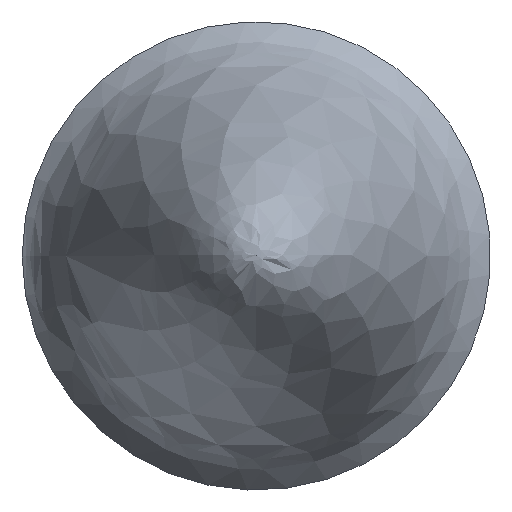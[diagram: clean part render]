
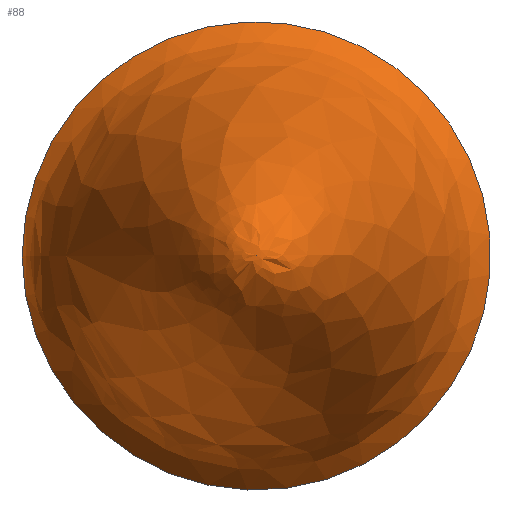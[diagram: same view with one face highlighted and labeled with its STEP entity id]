
A CAD part, top view. The second image highlights one B-rep face of the part: STEP entity #88.
In plain terms, the highlighted free-form (B-spline) face has degree [3, 3] with [4, 19] control points.
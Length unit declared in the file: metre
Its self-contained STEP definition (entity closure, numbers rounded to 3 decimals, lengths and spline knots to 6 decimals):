
#25=ORIENTED_EDGE('',*,*,#43,.F.);
#43=EDGE_CURVE('',#68,#68,#52,.T.);
#52=CIRCLE('',#108,0.008);
#57=EDGE_LOOP('',(#25));
#67=VERTEX_POINT('',#223);
#68=VERTEX_POINT('',#225);
#75=VERTEX_LOOP('',#67);
#76=FACE_BOUND('',#75,.T.);
#77=FACE_BOUND('',#57,.T.);
#87=B_SPLINE_SURFACE_WITH_KNOTS('',3,3,((#147,#148,#149,#150,#151,#152,
#153,#154,#155,#156,#157,#158,#159,#160,#161,#162,#163,#164,#165),(#166,
#167,#168,#169,#170,#171,#172,#173,#174,#175,#176,#177,#178,#179,#180,#181,
#182,#183,#184),(#185,#186,#187,#188,#189,#190,#191,#192,#193,#194,#195,
#196,#197,#198,#199,#200,#201,#202,#203),(#204,#205,#206,#207,#208,#209,
#210,#211,#212,#213,#214,#215,#216,#217,#218,#219,#220,#221,#222)),
 .UNSPECIFIED.,.F.,.T.,.F.,(4,4),(1,1,1,1,1,1,1,1,1,1,1,1,1,1,1,1,1,1,1,
1,1,1,1),(0.,1.),(-1.178097,-0.785398,-0.392699,
0.,0.392699,0.785398,1.178097,1.570796,
1.963495,2.356194,2.748894,3.141593,3.534292,
3.926991,4.31969,4.712389,5.105088,5.497787,
5.890486,6.283185,6.675884,7.068583,7.461283),
 .UNSPECIFIED.);
#88=ADVANCED_FACE('',(#76,#77),#87,.T.);
#108=AXIS2_PLACEMENT_3D('',#224,#121,#122);
#121=DIRECTION('',(0.,0.,-1.));
#122=DIRECTION('',(-1.,0.,0.));
#147=CARTESIAN_POINT('',(-0.047583,-0.003141,0.014));
#148=CARTESIAN_POINT('',(-0.048208,0.,0.014));
#149=CARTESIAN_POINT('',(-0.047583,0.003141,0.014));
#150=CARTESIAN_POINT('',(-0.045804,0.005804,0.014));
#151=CARTESIAN_POINT('',(-0.043141,0.007583,0.014));
#152=CARTESIAN_POINT('',(-0.04,0.008208,0.014));
#153=CARTESIAN_POINT('',(-0.036859,0.007583,0.014));
#154=CARTESIAN_POINT('',(-0.034196,0.005804,0.014));
#155=CARTESIAN_POINT('',(-0.032417,0.003141,0.014));
#156=CARTESIAN_POINT('',(-0.031792,0.,0.014));
#157=CARTESIAN_POINT('',(-0.032417,-0.003141,0.014));
#158=CARTESIAN_POINT('',(-0.034196,-0.005804,0.014));
#159=CARTESIAN_POINT('',(-0.036859,-0.007583,0.014));
#160=CARTESIAN_POINT('',(-0.04,-0.008208,0.014));
#161=CARTESIAN_POINT('',(-0.043141,-0.007583,0.014));
#162=CARTESIAN_POINT('',(-0.045804,-0.005804,0.014));
#163=CARTESIAN_POINT('',(-0.047583,-0.003141,0.014));
#164=CARTESIAN_POINT('',(-0.048208,0.,0.014));
#165=CARTESIAN_POINT('',(-0.047583,0.003141,0.014));
#166=CARTESIAN_POINT('',(-0.045617,-0.002327,0.015135));
#167=CARTESIAN_POINT('',(-0.04608,0.,0.015135));
#168=CARTESIAN_POINT('',(-0.045617,0.002327,0.015135));
#169=CARTESIAN_POINT('',(-0.044299,0.004299,0.015135));
#170=CARTESIAN_POINT('',(-0.042327,0.005617,0.015135));
#171=CARTESIAN_POINT('',(-0.04,0.00608,0.015135));
#172=CARTESIAN_POINT('',(-0.037673,0.005617,0.015135));
#173=CARTESIAN_POINT('',(-0.035701,0.004299,0.015135));
#174=CARTESIAN_POINT('',(-0.034383,0.002327,0.015135));
#175=CARTESIAN_POINT('',(-0.03392,0.,0.015135));
#176=CARTESIAN_POINT('',(-0.034383,-0.002327,0.015135));
#177=CARTESIAN_POINT('',(-0.035701,-0.004299,0.015135));
#178=CARTESIAN_POINT('',(-0.037673,-0.005617,0.015135));
#179=CARTESIAN_POINT('',(-0.04,-0.00608,0.015135));
#180=CARTESIAN_POINT('',(-0.042327,-0.005617,0.015135));
#181=CARTESIAN_POINT('',(-0.044299,-0.004299,0.015135));
#182=CARTESIAN_POINT('',(-0.045617,-0.002327,0.015135));
#183=CARTESIAN_POINT('',(-0.04608,0.,0.015135));
#184=CARTESIAN_POINT('',(-0.045617,0.002327,0.015135));
#185=CARTESIAN_POINT('',(-0.043526,-0.00146,0.029073));
#186=CARTESIAN_POINT('',(-0.043816,0.,0.029073));
#187=CARTESIAN_POINT('',(-0.043526,0.00146,0.029073));
#188=CARTESIAN_POINT('',(-0.042698,0.002698,0.029073));
#189=CARTESIAN_POINT('',(-0.04146,0.003526,0.029073));
#190=CARTESIAN_POINT('',(-0.04,0.003816,0.029073));
#191=CARTESIAN_POINT('',(-0.03854,0.003526,0.029073));
#192=CARTESIAN_POINT('',(-0.037302,0.002698,0.029073));
#193=CARTESIAN_POINT('',(-0.036474,0.00146,0.029073));
#194=CARTESIAN_POINT('',(-0.036184,0.,0.029073));
#195=CARTESIAN_POINT('',(-0.036474,-0.00146,0.029073));
#196=CARTESIAN_POINT('',(-0.037302,-0.002698,0.029073));
#197=CARTESIAN_POINT('',(-0.03854,-0.003526,0.029073));
#198=CARTESIAN_POINT('',(-0.04,-0.003816,0.029073));
#199=CARTESIAN_POINT('',(-0.04146,-0.003526,0.029073));
#200=CARTESIAN_POINT('',(-0.042698,-0.002698,0.029073));
#201=CARTESIAN_POINT('',(-0.043526,-0.00146,0.029073));
#202=CARTESIAN_POINT('',(-0.043816,0.,0.029073));
#203=CARTESIAN_POINT('',(-0.043526,0.00146,0.029073));
#204=CARTESIAN_POINT('',(-0.04,0.,0.029));
#205=CARTESIAN_POINT('',(-0.04,0.,0.029));
#206=CARTESIAN_POINT('',(-0.04,0.,0.029));
#207=CARTESIAN_POINT('',(-0.04,0.,0.029));
#208=CARTESIAN_POINT('',(-0.04,0.,0.029));
#209=CARTESIAN_POINT('',(-0.04,0.,0.029));
#210=CARTESIAN_POINT('',(-0.04,0.,0.029));
#211=CARTESIAN_POINT('',(-0.04,0.,0.029));
#212=CARTESIAN_POINT('',(-0.04,0.,0.029));
#213=CARTESIAN_POINT('',(-0.04,0.,0.029));
#214=CARTESIAN_POINT('',(-0.04,0.,0.029));
#215=CARTESIAN_POINT('',(-0.04,0.,0.029));
#216=CARTESIAN_POINT('',(-0.04,0.,0.029));
#217=CARTESIAN_POINT('',(-0.04,0.,0.029));
#218=CARTESIAN_POINT('',(-0.04,0.,0.029));
#219=CARTESIAN_POINT('',(-0.04,0.,0.029));
#220=CARTESIAN_POINT('',(-0.04,0.,0.029));
#221=CARTESIAN_POINT('',(-0.04,0.,0.029));
#222=CARTESIAN_POINT('',(-0.04,0.,0.029));
#223=CARTESIAN_POINT('',(-0.04,0.,0.029));
#224=CARTESIAN_POINT('',(-0.04,0.,0.014));
#225=CARTESIAN_POINT('',(-0.048,0.,0.014));
